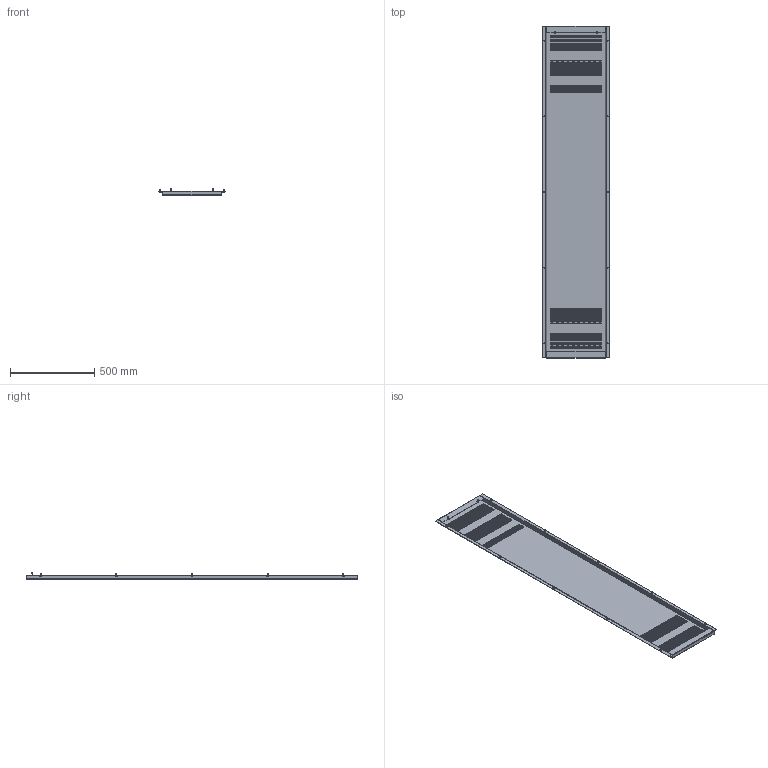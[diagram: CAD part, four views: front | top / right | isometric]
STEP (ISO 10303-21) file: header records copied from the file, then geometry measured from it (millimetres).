
FILE_DESCRIPTION(('STEP AP214'),'1');
FILE_NAME('cctmp_D5FA4760-7792-47F5-84BE-B2AD8917B65F_2025_04_04_09_13_19_0030..stp','2025-04-04T07:13:22',('SIEMENS A&D'),('CADClick - www.CADClick.com'),'Spatial InterOp 3D',' ','unknown authorization');
FILE_SCHEMA(('AUTOMOTIVE_DESIGN'));
Length unit declared in the file: millimetre
Products named in the file (1): 2025_04_04_09_13_18_0844
Bounding box: 397 x 1973 x 38 mm (x, y, z)
Volume: 1148755.9 mm3; surface area: 1940466.2 mm2
Topology: 1 solids, 1 shells, 5780 faces, 18302 edges, 11442 vertices
Faces by surface type: plane 5652, cylinder 80, cone 48
Entity records: 246026 total; most frequent: ORIENTED_EDGE 36604, CARTESIAN_POINT 35525, DIRECTION 30080, EDGE_CURVE 18302, LINE 18086, VECTOR 18086, VERTEX_POINT 11442, EDGE_LOOP 6930
